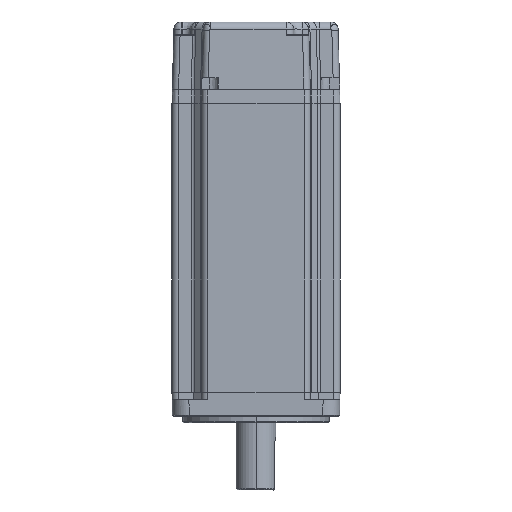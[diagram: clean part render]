
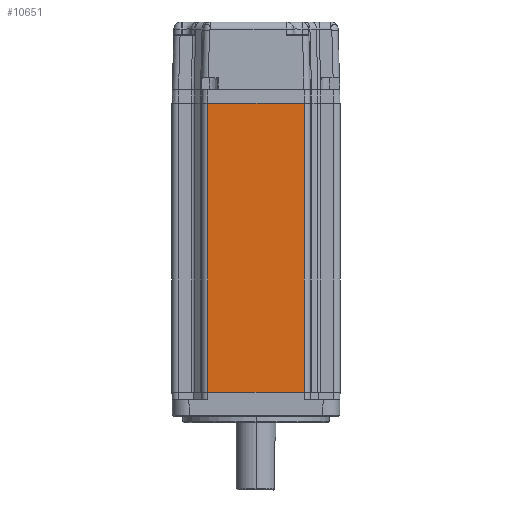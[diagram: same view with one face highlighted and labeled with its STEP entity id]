
A CAD part, left-side view. The second image highlights one B-rep face of the part: STEP entity #10651.
In plain terms, the highlighted planar face has unit normal (-1, 0, 0).
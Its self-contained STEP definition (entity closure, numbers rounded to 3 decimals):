
#2034=DIRECTION('',(0.,0.,-1.));
#2035=VECTOR('',#2034,137.5);
#2036=CARTESIAN_POINT('',(-40.,23.,152.));
#2037=LINE('',#2036,#2035);
#2038=CARTESIAN_POINT('',(-40.,22.938,14.5));
#2039=CARTESIAN_POINT('',(-40.,22.958,14.5));
#2040=CARTESIAN_POINT('',(-40.,22.979,14.5));
#2041=CARTESIAN_POINT('',(-40.,23.,14.5));
#2043=DIRECTION('',(0.,1.,0.));
#2044=VECTOR('',#2043,46.);
#2045=CARTESIAN_POINT('',(-40.,-23.,152.));
#2046=LINE('',#2045,#2044);
#2069=DIRECTION('',(0.,0.,1.));
#2070=VECTOR('',#2069,137.5);
#2071=CARTESIAN_POINT('',(-40.,-23.,
14.5));
#2072=LINE('',#2071,#2070);
#2697=DIRECTION('',(0.,-1.,0.));
#2698=VECTOR('',#2697,45.875);
#2699=CARTESIAN_POINT('',(-40.,22.938,14.5));
#2700=LINE('',#2699,#2698);
#2721=CARTESIAN_POINT('',(-40.,-22.938,14.5));
#2722=CARTESIAN_POINT('',(-40.,-22.944,14.5));
#2723=CARTESIAN_POINT('',(-40.,-22.958,
14.5));
#2724=CARTESIAN_POINT('',(-40.,-22.979,
14.5));
#2725=CARTESIAN_POINT('',(-40.,-22.993,
14.5));
#2726=CARTESIAN_POINT('',(-40.,-23.,
14.5));
#6249=CARTESIAN_POINT('',(-40.,-23.,14.5));
#6251=VERTEX_POINT('',#6249);
#6332=CARTESIAN_POINT('',(-40.,23.,14.5));
#6333=VERTEX_POINT('',#6332);
#6340=VERTEX_POINT('',#2038);
#6341=CARTESIAN_POINT('',(-40.,23.,152.));
#6342=VERTEX_POINT('',#6341);
#6343=CARTESIAN_POINT('',(-40.,-23.,152.));
#6344=VERTEX_POINT('',#6343);
#7049=VERTEX_POINT('',#2721);
#10633=CARTESIAN_POINT('',(-40.,0.,83.25));
#10634=DIRECTION('',(1.,0.,0.));
#10635=DIRECTION('',(0.,1.,0.));
#10636=AXIS2_PLACEMENT_3D('',#10633,#10634,#10635);
#10637=PLANE('',#10636);
#10639=ORIENTED_EDGE('',*,*,#10638,.F.);
#10641=ORIENTED_EDGE('',*,*,#10640,.F.);
#10643=ORIENTED_EDGE('',*,*,#10642,.F.);
#10645=ORIENTED_EDGE('',*,*,#10644,.F.);
#10647=ORIENTED_EDGE('',*,*,#10646,.T.);
#10648=ORIENTED_EDGE('',*,*,#10624,.F.);
#10649=EDGE_LOOP('',(#10639,#10641,#10643,#10645,#10647,#10648));
#10650=FACE_OUTER_BOUND('',#10649,.F.);
#2042=B_SPLINE_CURVE_WITH_KNOTS('',3,(#2038,#2039,#2040,#2041),.UNSPECIFIED.,
.F.,.F.,(4,4),(0.,1.),.UNSPECIFIED.);
#2727=B_SPLINE_CURVE_WITH_KNOTS('',3,(#2721,#2722,#2723,#2724,#2725,#2726),
.UNSPECIFIED.,.F.,.F.,(4,1,1,4),(0.,0.333,0.667,1.),
.UNSPECIFIED.);
#10624=EDGE_CURVE('',#6342,#6333,#2037,.T.);
#10638=EDGE_CURVE('',#6344,#6342,#2046,.T.);
#10640=EDGE_CURVE('',#6251,#6344,#2072,.T.);
#10642=EDGE_CURVE('',#7049,#6251,#2727,.T.);
#10644=EDGE_CURVE('',#6340,#7049,#2700,.T.);
#10646=EDGE_CURVE('',#6340,#6333,#2042,.T.);
#10651=ADVANCED_FACE('',(#10650),#10637,.F.);
